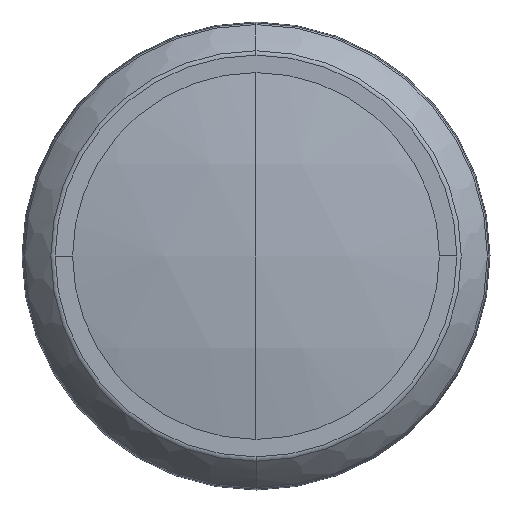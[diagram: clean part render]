
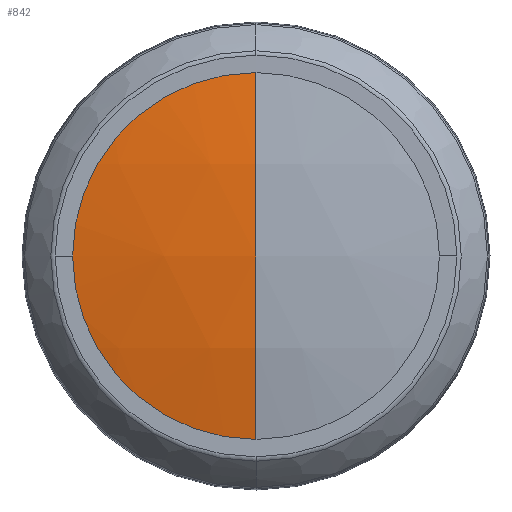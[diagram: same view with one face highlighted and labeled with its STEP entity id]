
A CAD part, front view. The second image highlights one B-rep face of the part: STEP entity #842.
In plain terms, the highlighted spherical face has radius 60 mm.
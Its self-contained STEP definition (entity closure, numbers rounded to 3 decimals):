
#526=VERTEX_POINT('',#1546);
#842=ADVANCED_FACE('',(#1891),#1892,.T.);
#910=VERTEX_POINT('',#1968);
#1056=EDGE_CURVE('',#1142,#526,#2130,.T.);
#1142=VERTEX_POINT('',#2224);
#1300=EDGE_CURVE('',#910,#1142,#2399,.T.);
#1470=EDGE_CURVE('',#526,#910,#2581,.T.);
#1546=CARTESIAN_POINT('',(-11.559,-5.376,0.0));
#1891=FACE_OUTER_BOUND('',#3302,.T.);
#1892=SPHERICAL_SURFACE('',#3303,60.);
#1968=CARTESIAN_POINT('',(0.,-5.376,11.559));
#2130=CIRCLE('',#3628,11.559);
#2224=CARTESIAN_POINT('',(0.,-5.376,-11.559));
#2399=CIRCLE('',#4094,60.);
#2581=CIRCLE('',#4402,11.559);
#3302=EDGE_LOOP('',(#4884,#4885,#4886));
#3303=AXIS2_PLACEMENT_3D('',#4887,#4888,#4889);
#3628=AXIS2_PLACEMENT_3D('',#5192,#5193,#5194);
#4094=AXIS2_PLACEMENT_3D('',#5516,#5517,#5518);
#4402=AXIS2_PLACEMENT_3D('',#5700,#5701,#5702);
#4884=ORIENTED_EDGE('',*,*,#1300,.F.);
#4885=ORIENTED_EDGE('',*,*,#1470,.F.);
#4886=ORIENTED_EDGE('',*,*,#1056,.F.);
#4887=CARTESIAN_POINT('',(0.0,53.5,0.0));
#4888=DIRECTION('',(0.0,0.0,1.0));
#4889=DIRECTION('',(0.0,1.0,0.0));
#5192=CARTESIAN_POINT('',(0.0,-5.376,0.0));
#5193=DIRECTION('',(0.0,1.0,0.0));
#5194=DIRECTION('',(-1.0,0.0,0.0));
#5516=CARTESIAN_POINT('',(0.0,53.5,0.0));
#5517=DIRECTION('',(1.0,0.,0.0));
#5518=DIRECTION('',(0.0,0.0,1.0));
#5700=CARTESIAN_POINT('',(0.0,-5.376,0.0));
#5701=DIRECTION('',(0.0,1.0,0.0));
#5702=DIRECTION('',(-1.0,0.0,0.0));
